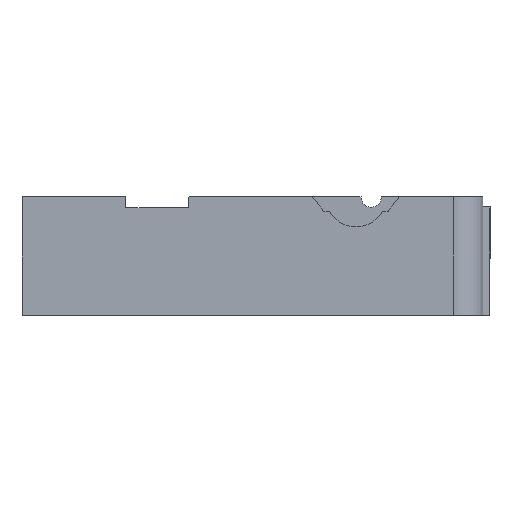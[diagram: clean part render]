
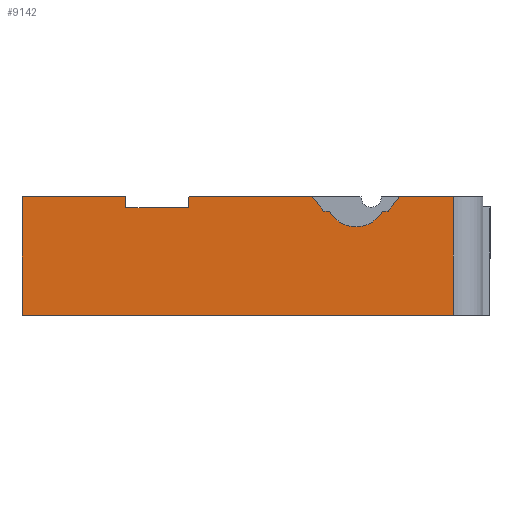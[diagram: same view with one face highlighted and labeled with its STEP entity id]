
A CAD part, front view. The second image highlights one B-rep face of the part: STEP entity #9142.
In plain terms, the highlighted planar face has unit normal (0, -1, 0).
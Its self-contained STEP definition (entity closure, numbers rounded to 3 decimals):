
#671=PLANE('',#9599);
#1123=FACE_OUTER_BOUND('',#1623,.T.);
#1623=EDGE_LOOP('',(#8418,#8419,#8420,#8421,#8422,#8423,#8424,#8425,#8426,
#8427,#8428,#8429,#8430,#8431));
#2364=LINE('',#13016,#3411);
#2479=LINE('',#13559,#3526);
#2482=LINE('',#13565,#3529);
#2485=LINE('',#13571,#3532);
#2491=LINE('',#13584,#3538);
#2651=LINE('',#17523,#3698);
#2661=LINE('',#17565,#3708);
#2665=LINE('',#17574,#3712);
#2669=LINE('',#17582,#3716);
#2672=LINE('',#17588,#3719);
#2675=LINE('',#17596,#3722);
#2676=LINE('',#17598,#3723);
#2677=LINE('',#17599,#3724);
#3411=VECTOR('',#10836,10.);
#3526=VECTOR('',#11009,10.);
#3529=VECTOR('',#11014,10.);
#3532=VECTOR('',#11019,10.);
#3538=VECTOR('',#11029,10.);
#3698=VECTOR('',#11337,10.);
#3708=VECTOR('',#11393,10.);
#3712=VECTOR('',#11399,10.);
#3716=VECTOR('',#11405,10.);
#3719=VECTOR('',#11410,10.);
#3722=VECTOR('',#11421,10.);
#3723=VECTOR('',#11422,10.);
#3724=VECTOR('',#11423,10.);
#3832=CIRCLE('',#9598,3.);
#4317=VERTEX_POINT('',#13013);
#4318=VERTEX_POINT('',#13015);
#4475=VERTEX_POINT('',#13556);
#4476=VERTEX_POINT('',#13558);
#4478=VERTEX_POINT('',#13564);
#4480=VERTEX_POINT('',#13570);
#4485=VERTEX_POINT('',#13582);
#4687=VERTEX_POINT('',#17563);
#4688=VERTEX_POINT('',#17564);
#4691=VERTEX_POINT('',#17572);
#4692=VERTEX_POINT('',#17573);
#4695=VERTEX_POINT('',#17581);
#4697=VERTEX_POINT('',#17587);
#4699=VERTEX_POINT('',#17597);
#5407=EDGE_CURVE('',#4317,#4318,#2364,.T.);
#5583=EDGE_CURVE('',#4476,#4475,#2479,.T.);
#5586=EDGE_CURVE('',#4478,#4476,#2482,.T.);
#5589=EDGE_CURVE('',#4480,#4478,#2485,.T.);
#5596=EDGE_CURVE('',#4475,#4485,#2491,.T.);
#5943=EDGE_CURVE('',#4318,#4485,#2651,.F.);
#5964=EDGE_CURVE('',#4687,#4688,#2661,.T.);
#5968=EDGE_CURVE('',#4691,#4692,#2665,.T.);
#5972=EDGE_CURVE('',#4695,#4691,#2669,.T.);
#5975=EDGE_CURVE('',#4688,#4697,#2672,.T.);
#5979=EDGE_CURVE('',#4692,#4687,#3832,.T.);
#5980=EDGE_CURVE('',#4480,#4697,#2675,.T.);
#5981=EDGE_CURVE('',#4699,#4317,#2676,.T.);
#5982=EDGE_CURVE('',#4695,#4699,#2677,.T.);
#8418=ORIENTED_EDGE('',*,*,#5975,.T.);
#8419=ORIENTED_EDGE('',*,*,#5980,.F.);
#8420=ORIENTED_EDGE('',*,*,#5589,.T.);
#8421=ORIENTED_EDGE('',*,*,#5586,.T.);
#8422=ORIENTED_EDGE('',*,*,#5583,.T.);
#8423=ORIENTED_EDGE('',*,*,#5596,.T.);
#8424=ORIENTED_EDGE('',*,*,#5943,.F.);
#8425=ORIENTED_EDGE('',*,*,#5407,.F.);
#8426=ORIENTED_EDGE('',*,*,#5981,.F.);
#8427=ORIENTED_EDGE('',*,*,#5982,.F.);
#8428=ORIENTED_EDGE('',*,*,#5972,.T.);
#8429=ORIENTED_EDGE('',*,*,#5968,.T.);
#8430=ORIENTED_EDGE('',*,*,#5979,.T.);
#8431=ORIENTED_EDGE('',*,*,#5964,.T.);
#9142=ADVANCED_FACE('',(#1123),#671,.T.);
#9598=AXIS2_PLACEMENT_3D('',#17594,#11417,#11418);
#9599=AXIS2_PLACEMENT_3D('',#17595,#11419,#11420);
#10836=DIRECTION('',(-1.,0.,0.));
#11009=DIRECTION('',(-0.052,0.,0.999));
#11014=DIRECTION('',(-1.,0.,0.));
#11019=DIRECTION('',(-0.052,0.,-0.999));
#11029=DIRECTION('',(-1.,0.,0.));
#11337=DIRECTION('',(0.,0.,-1.));
#11393=DIRECTION('',(-1.,0.,0.));
#11399=DIRECTION('',(-1.,0.,0.));
#11405=DIRECTION('',(-0.625,0.,-0.781));
#11410=DIRECTION('',(-0.625,0.,0.781));
#11417=DIRECTION('center_axis',(0.,1.,0.));
#11418=DIRECTION('ref_axis',(1.,0.,0.));
#11419=DIRECTION('center_axis',(0.,-1.,0.));
#11420=DIRECTION('ref_axis',(-1.,0.,0.));
#11421=DIRECTION('',(1.,0.,0.));
#11422=DIRECTION('',(0.,0.,-1.));
#11423=DIRECTION('',(1.,0.,0.));
#13013=CARTESIAN_POINT('',(43.542,1.265,1.57));
#13015=CARTESIAN_POINT('',(0.936,1.265,1.57));
#13016=CARTESIAN_POINT('',(2.892,1.265,1.57));
#13556=CARTESIAN_POINT('',(11.148,1.265,13.32));
#13558=CARTESIAN_POINT('',(11.205,1.265,12.22));
#13559=CARTESIAN_POINT('',(11.327,1.265,9.904));
#13564=CARTESIAN_POINT('',(17.39,1.265,12.22));
#13565=CARTESIAN_POINT('',(30.466,1.265,12.22));
#13570=CARTESIAN_POINT('',(17.448,1.265,13.32));
#13571=CARTESIAN_POINT('',(17.378,1.265,11.982));
#13582=CARTESIAN_POINT('',(0.936,1.265,13.32));
#13584=CARTESIAN_POINT('',(2.892,1.265,13.32));
#17523=CARTESIAN_POINT('',(0.936,1.265,23.561));
#17563=CARTESIAN_POINT('',(31.316,1.265,11.88));
#17564=CARTESIAN_POINT('',(30.768,1.265,11.88));
#17565=CARTESIAN_POINT('',(37.155,1.265,11.88));
#17572=CARTESIAN_POINT('',(37.127,1.265,11.88));
#17573=CARTESIAN_POINT('',(36.579,1.265,11.88));
#17574=CARTESIAN_POINT('',(37.155,1.265,11.88));
#17581=CARTESIAN_POINT('',(38.279,1.265,13.32));
#17582=CARTESIAN_POINT('',(38.318,1.265,13.368));
#17587=CARTESIAN_POINT('',(29.616,1.265,13.32));
#17588=CARTESIAN_POINT('',(33.43,1.265,8.551));
#17594=CARTESIAN_POINT('Origin',(33.948,1.265,13.32));
#17595=CARTESIAN_POINT('Origin',(43.542,1.265,9.27));
#17596=CARTESIAN_POINT('',(6.353,1.265,13.32));
#17597=CARTESIAN_POINT('',(43.542,1.265,13.32));
#17598=CARTESIAN_POINT('',(43.542,1.265,4.07));
#17599=CARTESIAN_POINT('',(6.353,1.265,13.32));
